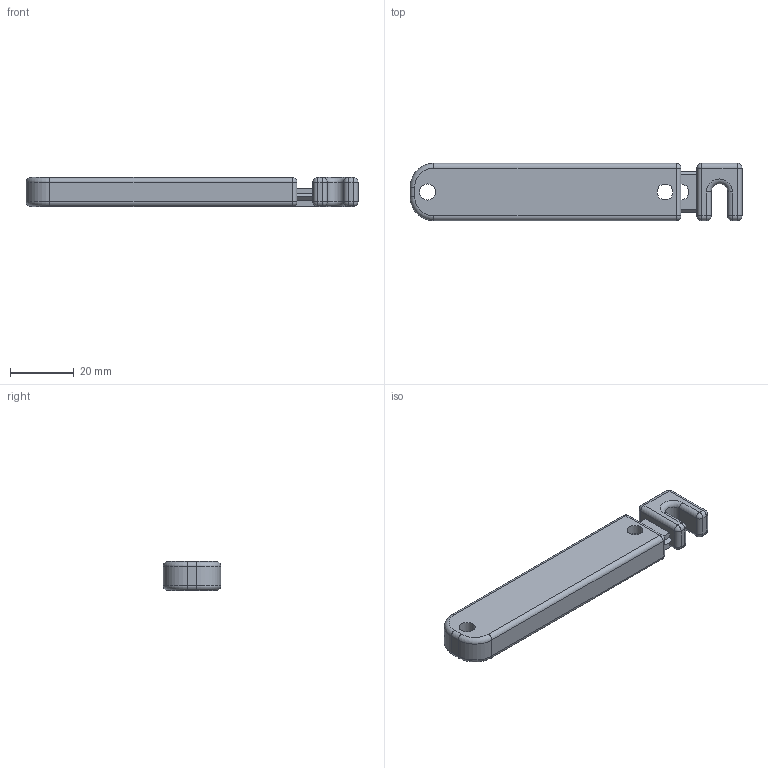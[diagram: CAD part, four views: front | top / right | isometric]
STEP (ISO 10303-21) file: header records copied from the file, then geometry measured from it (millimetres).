
FILE_DESCRIPTION(/* description */ (''),/* implementation_level */ '2;1');
FILE_NAME(/* name */ 'echelon connect sport V2.step',/* time_stamp */ '2023-03-28T10:05:53-04:00',/* author */ (''),/* organization */ (''),/* preprocessor_version */ 'ST-DEVELOPER v19.2',/* originating_system */ 'Autodesk Translation Framework v11.17.0.187',/* authorisation */ '');
FILE_SCHEMA (('AUTOMOTIVE_DESIGN { 1 0 10303 214 3 1 1 }'));
Length unit declared in the file: millimetre
Products named in the file (1): (Unsaved)
Bounding box: 104.15 x 18 x 9.1 mm (x, y, z)
Volume: 14157.7 mm3; surface area: 7266.1 mm2
Topology: 2 solids, 2 shells, 98 faces, 222 edges, 128 vertices
Faces by surface type: cylinder 39, plane 37, sphere 16, torus 6
Full cylindrical faces by diameter (mm): 5 x1, 5.05 x1
Entity records: 2734 total; most frequent: DIRECTION 504, CARTESIAN_POINT 449, ORIENTED_EDGE 444, EDGE_CURVE 222, AXIS2_PLACEMENT_3D 183, LINE 138, VECTOR 138, VERTEX_POINT 128
